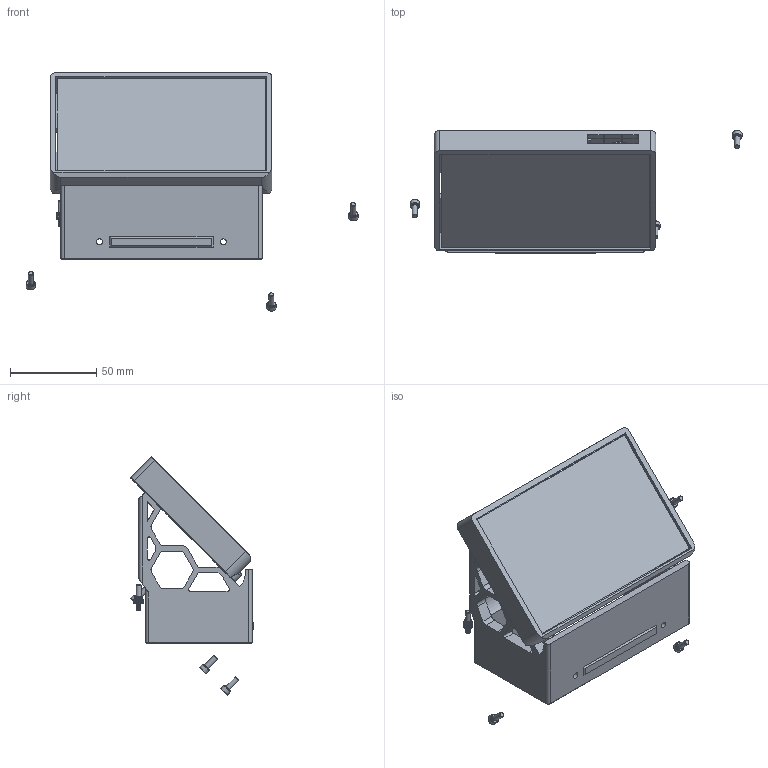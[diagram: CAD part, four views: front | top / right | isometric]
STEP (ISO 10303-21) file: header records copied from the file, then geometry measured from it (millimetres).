
FILE_DESCRIPTION(/* description */ (''),/* implementation_level */ '2;1');
FILE_NAME(/* name */ 'PITFT50_45_degree_mount_click_clack.step',/* time_stamp */ '2024-07-18T07:51:55-05:00',/* author */ (''),/* organization */ (''),/* preprocessor_version */ 'ST-DEVELOPER v20',/* originating_system */ 'Autodesk Translation Framework v13.14.0.145',/* authorisation */ '');
FILE_SCHEMA (('AUTOMOTIVE_DESIGN { 1 0 10303 214 3 1 1 }'));
Length unit declared in the file: millimetre
Products named in the file (9): PITFT50_45_degree_mount; BTT PITFT50 Mount v1; BTT PI TFT50 v2-cover; BTT PI TFT50 v2 v1; M3x8 SHCS; M3x8 SHCS_1; (Unsaved); 91290A101_Alloy Steel Socket Head Screw; M3x8 SHCS_2
Assembly tree (17 placements, depth 3):
  PITFT50_45_degree_mount
    BTT PITFT50 Mount v1
      BTT PI TFT50 v2-cover
      BTT PI TFT50 v2 v1
    M3x8 SHCS
    M3x8 SHCS_1
    (Unsaved)  x4
    91290A101_Alloy Steel Socket Head Screw  x4
    M3x8 SHCS_2  x4
Bounding box: 192.95 x 71.53 x 138.47 mm (x, y, z)
Volume: 185422.8 mm3; surface area: 83998.1 mm2
Topology: 17 solids, 17 shells, 1227 faces, 3210 edges, 2066 vertices
Faces by surface type: plane 372, cylinder 353, bspline 324, cone 168, torus 10
Full cylindrical faces by diameter (mm): 1.915 x48, 2 x1, 2.5 x48, 2.9 x4, 3 x10, 3.5 x6, 4.1 x4, 4.25 x8, 4.5 x4, 4.7 x2, 5 x4, 5.5 x14, 6 x2, 7.2 x2, 15 x1
Entity records: 26441 total; most frequent: CARTESIAN_POINT 10926, ORIENTED_EDGE 3276, DIRECTION 3017, EDGE_CURVE 1638, AXIS2_PLACEMENT_3D 1075, VERTEX_POINT 1040, LINE 867, VECTOR 867
